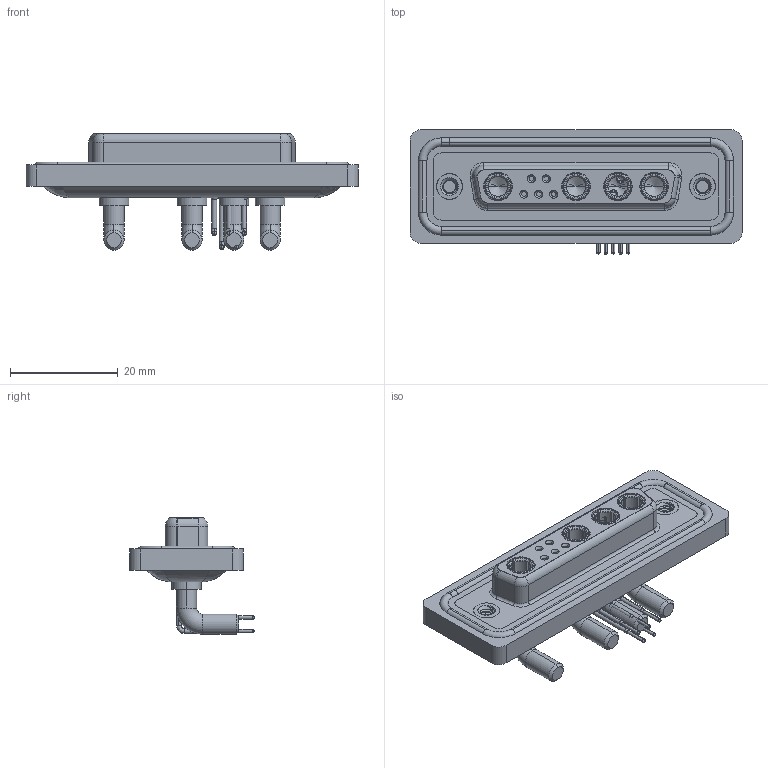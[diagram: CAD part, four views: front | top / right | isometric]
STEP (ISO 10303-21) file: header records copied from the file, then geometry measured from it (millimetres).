
FILE_DESCRIPTION (( 'STEP AP203' ), '1' );
FILE_NAME ('630W9W4-640-4N2.STEP', '2024-04-12T01:19:02', ( '' ), ( '' ), 'SwSTEP 2.0', 'SolidWorks 2023', '' );
FILE_SCHEMA (( 'CONFIG_CONTROL_DESIGN' ));
Length unit declared in the file: millimetre
Products named in the file (9): 630Combo Waterproof Housing_25 Contacts; 630Combo Housing_9W4; 630Combo Contact Row 2_50 Contacts; 630W9W4-640-4N2; 630Combo Shell Rear_25 Contacts; 630Combo Threaded Rivet_2; Power Socket_40A RA; 630Combo Shell Front_25 Contacts; 630Combo Contact Row 1_50 Contacts
Assembly tree (15 placements, depth 2):
  630W9W4-640-4N2
    630Combo Housing_9W4
    630Combo Shell Front_25 Contacts
    630Combo Shell Rear_25 Contacts
    630Combo Threaded Rivet_2  x2
    Power Socket_40A RA  x4
    630Combo Contact Row 1_50 Contacts  x2
    630Combo Contact Row 2_50 Contacts  x3
    630Combo Waterproof Housing_25 Contacts
Bounding box: 61.75 x 23.12 x 21.68 mm (x, y, z)
Volume: 8742.2 mm3; surface area: 14221.7 mm2
Topology: 20 solids, 20 shells, 963 faces, 2464 edges, 1563 vertices
Faces by surface type: cylinder 403, plane 296, cone 135, torus 95, bspline 34
Entity records: 20938 total; most frequent: CARTESIAN_POINT 5398, DIRECTION 3210, ORIENTED_EDGE 2928, EDGE_CURVE 1464, AXIS2_PLACEMENT_3D 1302, VERTEX_POINT 935, CIRCLE 709, EDGE_LOOP 667
